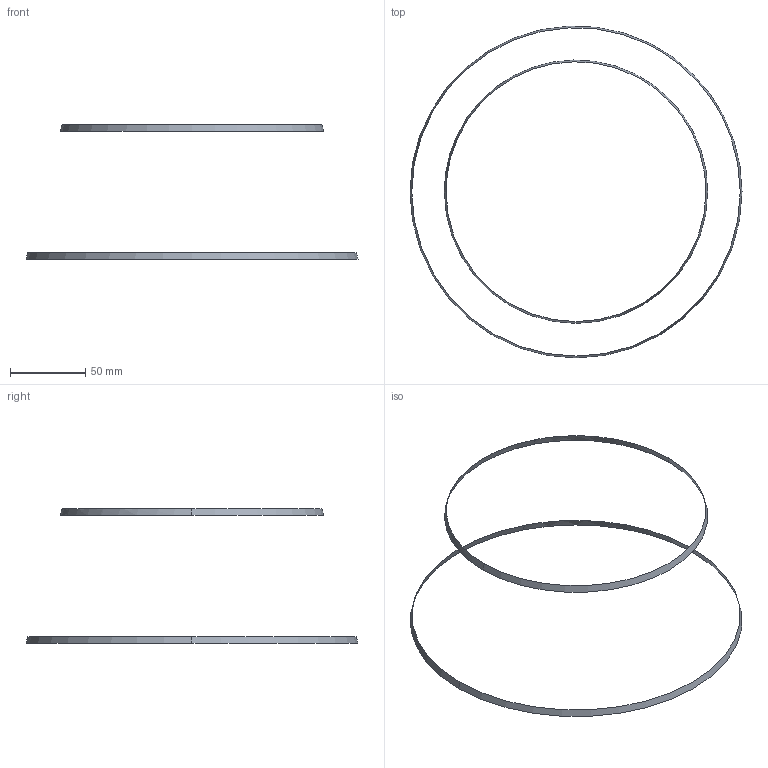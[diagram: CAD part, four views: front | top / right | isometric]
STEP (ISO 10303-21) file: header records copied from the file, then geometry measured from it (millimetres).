
FILE_DESCRIPTION(('CATIA V5 STEP Exchange'),'2;1');
FILE_NAME('anillos_2.stp','2021-11-28T19:11:11+00:00',('none'),('none'),'CATIA Version 5 Release 21 GA (IN-10)','CATIA V5 STEP AP203','none');
FILE_SCHEMA(('CONFIG_CONTROL_DESIGN'));
Length unit declared in the file: millimetre
Products named in the file (1): Cono
Bounding box: 220.54 x 220.42 x 89.51 mm (x, y, z)
Surface area: 5761.6 mm2 (no closed solid volume)
Topology: 0 solids, 2 shells, 7 faces, 21 edges, 14 vertices
Faces by surface type: cone 3, bspline 3, plane 1
Entity records: 672 total; most frequent: CARTESIAN_POINT 475, ORIENTED_EDGE 28, EDGE_CURVE 21, DIRECTION 19, VERTEX_POINT 14, AXIS2_PLACEMENT_3D 11, B_SPLINE_CURVE_WITH_KNOTS 10, ADVANCED_FACE 7
